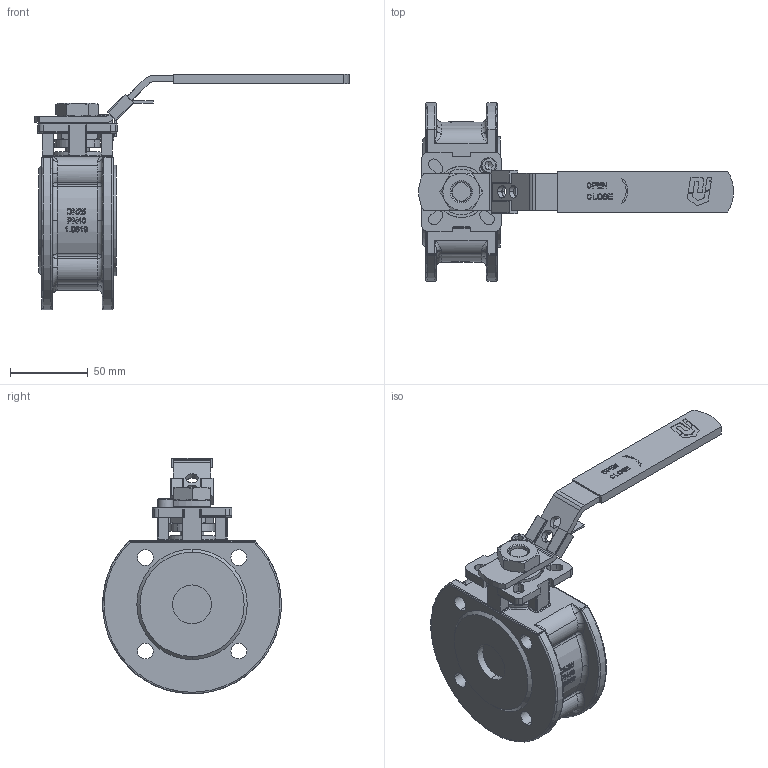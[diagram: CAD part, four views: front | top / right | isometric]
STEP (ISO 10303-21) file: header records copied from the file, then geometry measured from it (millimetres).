
FILE_DESCRIPTION(('HOOPS Exchange Step'),'2;1');
FILE_NAME('FK0301_DN25.stp','2025-07-24T11:55:49+02:00',('nieru'),('Unknown organisation'),'HOOPS Exchange 2024.2','HOOPS Exchange','Unknown authorisation');
FILE_SCHEMA( ('AP203_CONFIGURATION_CONTROLLED_3D_DESIGN_OF_MECHANICAL_PARTS_AND_ASSEMBLIES_MIM_LF') );
Length unit declared in the file: millimetre
Products named in the file (2): 0; root
Assembly tree (1 placements, depth 2):
  root
    0
Bounding box: 202.42 x 114.88 x 151.5 mm (x, y, z)
Volume: 405113.7 mm3; surface area: 72818.5 mm2
Topology: 1 solids, 1 shells, 1074 faces, 2937 edges, 1881 vertices
Faces by surface type: plane 417, bspline 262, cylinder 261, cone 64, torus 54, sphere 16
Entity records: 54579 total; most frequent: CARTESIAN_POINT 29412, ORIENTED_EDGE 5838, DIRECTION 4336, EDGE_CURVE 2919, VERTEX_POINT 1881, AXIS2_PLACEMENT_3D 1481, VECTOR 1374, LINE 1374
